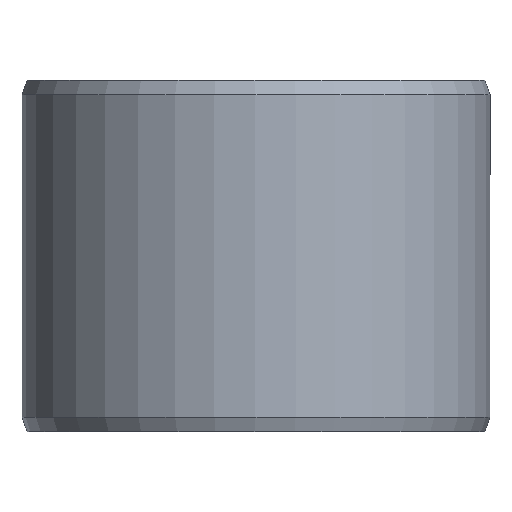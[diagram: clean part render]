
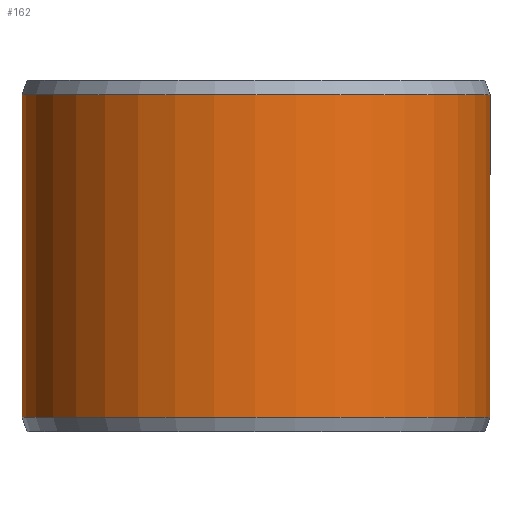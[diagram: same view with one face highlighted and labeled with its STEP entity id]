
A CAD part, front view. The second image highlights one B-rep face of the part: STEP entity #162.
In plain terms, the highlighted cylindrical face has radius 30 mm (diameter 60 mm), a partial arc.
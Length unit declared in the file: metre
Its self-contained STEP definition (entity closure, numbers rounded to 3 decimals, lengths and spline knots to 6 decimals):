
#162=ADVANCED_FACE('',(#185,#186),#187,.T.);
#185=FACE_OUTER_BOUND('',#211,.T.);
#186=FACE_BOUND('',#212,.T.);
#187=CYLINDRICAL_SURFACE('',#213,0.03);
#211=EDGE_LOOP('',(#289,#290,#291,#292));
#212=EDGE_LOOP('',(#293));
#213=AXIS2_PLACEMENT_3D('',#294,#295,#296);
#289=ORIENTED_EDGE('',*,*,#314,.T.);
#290=ORIENTED_EDGE('',*,*,#323,.F.);
#291=ORIENTED_EDGE('',*,*,#309,.F.);
#292=ORIENTED_EDGE('',*,*,#324,.T.);
#293=ORIENTED_EDGE('',*,*,#327,.T.);
#294=CARTESIAN_POINT('',(0.,0.,0.0));
#295=DIRECTION('',(0.,0.0,-1.0));
#296=DIRECTION('',(-1.0,0.0,0.));
#309=EDGE_CURVE('',#341,#342,#343,.T.);
#314=EDGE_CURVE('',#351,#349,#352,.T.);
#323=EDGE_CURVE('',#342,#349,#365,.T.);
#324=EDGE_CURVE('',#341,#351,#366,.T.);
#327=EDGE_CURVE('',#370,#370,#371,.T.);
#341=VERTEX_POINT('',#389);
#342=VERTEX_POINT('',#390);
#343=CIRCLE('',#391,0.03);
#349=VERTEX_POINT('',#399);
#351=VERTEX_POINT('',#402);
#352=CIRCLE('',#403,0.03);
#365=LINE('',#422,#423);
#366=LINE('',#424,#425);
#370=VERTEX_POINT('',#495);
#371=B_SPLINE_CURVE_WITH_KNOTS('',3,(#496,#497,#498,#499,#500,#501,#502,#503,#504,#505,#506,#507,#508,#509,#510,#511,#512,#513,#514,#515,#516,#517,#518,#519,#520,#521,#522,#523,#524,#525,#526,#527,#528,#529,#530,#531,#532,#533,#534,#535,#536,#537,#538,#539,#540,#541,#542,#543,#544,#545,#546,#547,#548,#549,#550,#551,#552,#553,#554,#555,#556,#557,#558,#559,#560,#561),.UNSPECIFIED.,.T.,.F.,(2,2,2,2,2,2,2,2,2,2,2,2,2,2,2,2,2,2,2,2,2,2,2,2,2,2,2,2,2,2,2,2,2,2,2),(-0.000782,0.0,0.000782,0.001565,0.002347,0.00313,0.003912,0.004694,0.005477,0.006259,0.007042,0.007824,0.008606,0.009389,0.010171,0.010953,0.011736,0.012518,0.013301,0.014083,0.014865,0.015648,0.01643,0.017213,0.017995,0.018777,0.01956,0.020342,0.021125,0.021907,0.022689,0.023472,0.024254,0.025036,0.025819),.UNSPECIFIED.);
#389=CARTESIAN_POINT('',(0.000524,0.029995,0.0018));
#390=CARTESIAN_POINT('',(0.,0.03,0.0018));
#391=AXIS2_PLACEMENT_3D('',#575,#576,#577);
#399=CARTESIAN_POINT('',(0.,0.03,0.0432));
#402=CARTESIAN_POINT('',(0.000524,0.029995,0.0432));
#403=AXIS2_PLACEMENT_3D('',#584,#585,#586);
#422=CARTESIAN_POINT('',(0.,0.03,0.0018));
#423=VECTOR('',#599,1.0);
#424=CARTESIAN_POINT('',(0.000524,0.029995,0.0018));
#425=VECTOR('',#600,1.0);
#495=CARTESIAN_POINT('',(0.023425,-0.018742,0.0225));
#496=CARTESIAN_POINT('',(0.023425,-0.018742,0.022235));
#497=CARTESIAN_POINT('',(0.023425,-0.018742,0.022765));
#498=CARTESIAN_POINT('',(0.023442,-0.018721,0.023025));
#499=CARTESIAN_POINT('',(0.023506,-0.018641,0.023536));
#500=CARTESIAN_POINT('',(0.023554,-0.01858,0.02379));
#501=CARTESIAN_POINT('',(0.023679,-0.018421,0.024275));
#502=CARTESIAN_POINT('',(0.023755,-0.018323,0.024504));
#503=CARTESIAN_POINT('',(0.023932,-0.018091,0.024939));
#504=CARTESIAN_POINT('',(0.024034,-0.017955,0.025144));
#505=CARTESIAN_POINT('',(0.024254,-0.017658,0.025513));
#506=CARTESIAN_POINT('',(0.024372,-0.017494,0.025678));
#507=CARTESIAN_POINT('',(0.024625,-0.017136,0.025971));
#508=CARTESIAN_POINT('',(0.024758,-0.016945,0.026095));
#509=CARTESIAN_POINT('',(0.025027,-0.016545,0.026295));
#510=CARTESIAN_POINT('',(0.025165,-0.016334,0.026372));
#511=CARTESIAN_POINT('',(0.025443,-0.015898,0.026474));
#512=CARTESIAN_POINT('',(0.025579,-0.015677,0.0265));
#513=CARTESIAN_POINT('',(0.025848,-0.015229,0.0265));
#514=CARTESIAN_POINT('',(0.025982,-0.015,0.026474));
#515=CARTESIAN_POINT('',(0.026235,-0.014553,0.026372));
#516=CARTESIAN_POINT('',(0.026355,-0.014334,0.026296));
#517=CARTESIAN_POINT('',(0.026583,-0.013906,0.026096));
#518=CARTESIAN_POINT('',(0.026691,-0.013698,0.025971));
#519=CARTESIAN_POINT('',(0.026887,-0.01331,0.025681));
#520=CARTESIAN_POINT('',(0.026976,-0.013128,0.025516));
#521=CARTESIAN_POINT('',(0.027138,-0.01279,0.025143));
#522=CARTESIAN_POINT('',(0.027208,-0.012639,0.024941));
#523=CARTESIAN_POINT('',(0.027329,-0.012374,0.024508));
#524=CARTESIAN_POINT('',(0.027381,-0.012259,0.024275));
#525=CARTESIAN_POINT('',(0.027463,-0.012074,0.02379));
#526=CARTESIAN_POINT('',(0.027494,-0.012004,0.023541));
#527=CARTESIAN_POINT('',(0.027535,-0.011909,0.023028));
#528=CARTESIAN_POINT('',(0.027546,-0.011885,0.022763));
#529=CARTESIAN_POINT('',(0.027546,-0.011884,0.02224));
#530=CARTESIAN_POINT('',(0.027536,-0.011908,0.021981));
#531=CARTESIAN_POINT('',(0.027494,-0.012003,0.021464));
#532=CARTESIAN_POINT('',(0.027463,-0.012073,0.021212));
#533=CARTESIAN_POINT('',(0.027382,-0.012257,0.02073));
#534=CARTESIAN_POINT('',(0.027331,-0.012371,0.020497));
#535=CARTESIAN_POINT('',(0.027209,-0.012638,0.02006));
#536=CARTESIAN_POINT('',(0.027138,-0.012789,0.019859));
#537=CARTESIAN_POINT('',(0.026978,-0.013122,0.01949));
#538=CARTESIAN_POINT('',(0.026888,-0.013308,0.019321));
#539=CARTESIAN_POINT('',(0.026692,-0.013696,0.01903));
#540=CARTESIAN_POINT('',(0.026586,-0.013901,0.018907));
#541=CARTESIAN_POINT('',(0.026358,-0.014328,0.018706));
#542=CARTESIAN_POINT('',(0.026236,-0.014551,0.018629));
#543=CARTESIAN_POINT('',(0.025984,-0.014996,0.018526));
#544=CARTESIAN_POINT('',(0.025853,-0.015221,0.0185));
#545=CARTESIAN_POINT('',(0.025581,-0.015675,0.0185));
#546=CARTESIAN_POINT('',(0.025444,-0.015896,0.018526));
#547=CARTESIAN_POINT('',(0.025169,-0.016328,0.018627));
#548=CARTESIAN_POINT('',(0.025029,-0.016541,0.018704));
#549=CARTESIAN_POINT('',(0.024759,-0.016943,0.018904));
#550=CARTESIAN_POINT('',(0.024628,-0.017133,0.019027));
#551=CARTESIAN_POINT('',(0.024376,-0.017489,0.019317));
#552=CARTESIAN_POINT('',(0.024255,-0.017656,0.019485));
#553=CARTESIAN_POINT('',(0.024035,-0.017954,0.019853));
#554=CARTESIAN_POINT('',(0.023935,-0.018087,0.020055));
#555=CARTESIAN_POINT('',(0.023756,-0.018321,0.020492));
#556=CARTESIAN_POINT('',(0.023679,-0.01842,0.020724));
#557=CARTESIAN_POINT('',(0.023555,-0.018579,0.021205));
#558=CARTESIAN_POINT('',(0.023507,-0.01864,0.021457));
#559=CARTESIAN_POINT('',(0.023442,-0.018721,0.021974));
#560=CARTESIAN_POINT('',(0.023425,-0.018742,0.022235));
#561=CARTESIAN_POINT('',(0.023425,-0.018742,0.022765));
#575=CARTESIAN_POINT('',(0.,0.,0.0018));
#576=DIRECTION('',(0.,0.0,-1.0));
#577=DIRECTION('',(-1.0,0.0,0.));
#584=CARTESIAN_POINT('',(0.,0.,0.0432));
#585=DIRECTION('',(0.,0.0,-1.0));
#586=DIRECTION('',(-1.0,0.0,0.));
#599=DIRECTION('',(0.,0.0,1.0));
#600=DIRECTION('',(0.,0.,1.0));
